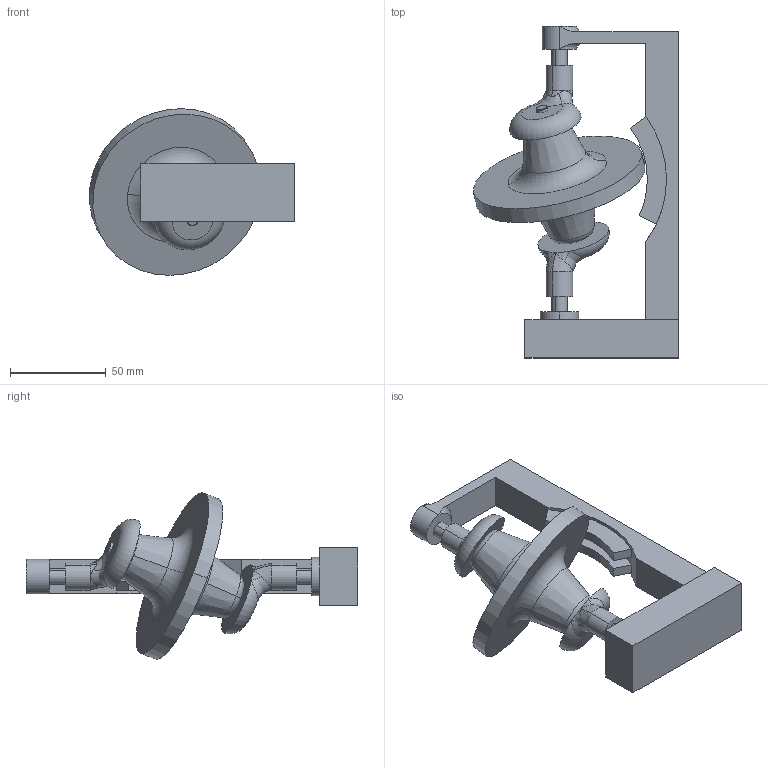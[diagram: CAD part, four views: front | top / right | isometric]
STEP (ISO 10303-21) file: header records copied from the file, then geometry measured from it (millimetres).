
FILE_DESCRIPTION (( 'STEP AP214' ), '1' );
FILE_NAME ('Arandela Mechanism.STEP', '2024-09-09T17:04:29', ( '' ), ( '' ), 'SwSTEP 2.0', 'SolidWorks 2020', '' );
FILE_SCHEMA (( 'AUTOMOTIVE_DESIGN' ));
Length unit declared in the file: millimetre
Products named in the file (5): Pin; Base; Arandela Mechanism; Arandela; crank
Assembly tree (5 placements, depth 2):
  Arandela Mechanism
    Base
    crank  x2
    Arandela
    Pin
Bounding box: 106.81 x 173 x 86.88 mm (x, y, z)
Volume: 216260.9 mm3; surface area: 54877.5 mm2
Topology: 6 solids, 6 shells, 120 faces, 267 edges, 161 vertices
Faces by surface type: plane 41, cylinder 39, bspline 14, torus 12, cone 12, sphere 2
Entity records: 3595 total; most frequent: CARTESIAN_POINT 1081, DIRECTION 533, ORIENTED_EDGE 448, EDGE_CURVE 224, AXIS2_PLACEMENT_3D 221, VERTEX_POINT 139, CIRCLE 118, EDGE_LOOP 115
